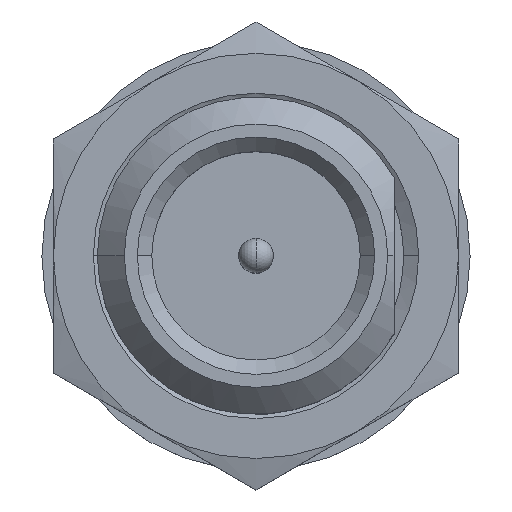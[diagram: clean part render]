
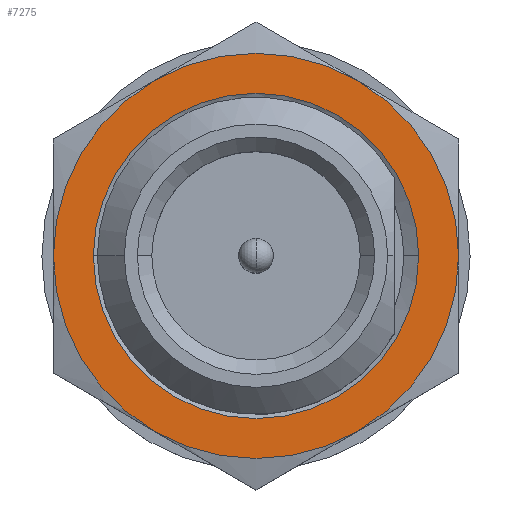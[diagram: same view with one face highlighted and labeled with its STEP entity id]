
A CAD part, top view. The second image highlights one B-rep face of the part: STEP entity #7275.
In plain terms, the highlighted planar face has unit normal (0, 0, 1).
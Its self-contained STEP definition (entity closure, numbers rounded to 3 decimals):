
#829 = FACE_BOUND ( 'NONE', #6563, .T. ) ;
#830 = FACE_OUTER_BOUND ( 'NONE', #6212, .T. ) ;
#1478 = EDGE_CURVE ( 'NONE', #6472, #6480, #2081, .T. ) ;
#1762 = EDGE_CURVE ( 'NONE', #6478, #6476, #2084, .T. ) ;
#1768 = CARTESIAN_POINT ( 'NONE',  ( 0., 0., -4.5 ) ) ;
#1769 = DIRECTION ( 'NONE',  ( 0., 0., 1. ) ) ;
#1770 = DIRECTION ( 'NONE',  ( 1., 0., 0. ) ) ;
#1785 = CARTESIAN_POINT ( 'NONE',  ( 0., 0., -4.5 ) ) ;
#1786 = DIRECTION ( 'NONE',  ( 0., 0., 1. ) ) ;
#1787 = DIRECTION ( 'NONE',  ( 1., 0., 0. ) ) ;
#1791 = EDGE_CURVE ( 'NONE', #6480, #6478, #2080, .T. ) ;
#2066 = EDGE_CURVE ( 'NONE', #6471, #6472, #2675, .T. ) ;
#2067 = EDGE_CURVE ( 'NONE', #6474, #6471, #2653, .T. ) ;
#2068 = EDGE_CURVE ( 'NONE', #6476, #6474, #2668, .T. ) ;
#2076 = AXIS2_PLACEMENT_3D ( 'NONE', #1785, #1786, #1787 ) ;
#2079 = AXIS2_PLACEMENT_3D ( 'NONE', #7707, #7708, #7709 ) ;
#2080 = CIRCLE ( 'NONE', #2079, 7. ) ;
#2081 = CIRCLE ( 'NONE', #2085, 7. ) ;
#2084 = CIRCLE ( 'NONE', #2076, 7. ) ;
#2085 = AXIS2_PLACEMENT_3D ( 'NONE', #1768, #1769, #1770 ) ;
#2173 = EDGE_CURVE ( 'NONE', #6391, #6390, #2706, .T. ) ;
#2395 = EDGE_CURVE ( 'NONE', #6390, #6391, #2861, .T. ) ;
#2653 = CIRCLE ( 'NONE', #2678, 7. ) ;
#2668 = CIRCLE ( 'NONE', #2680, 7. ) ;
#2675 = CIRCLE ( 'NONE', #2677, 7. ) ;
#2677 = AXIS2_PLACEMENT_3D ( 'NONE', #3136, #3137, #3138 ) ;
#2678 = AXIS2_PLACEMENT_3D ( 'NONE', #3139, #3140, #3141 ) ;
#2680 = AXIS2_PLACEMENT_3D ( 'NONE', #3142, #3143, #3144 ) ;
#2706 = CIRCLE ( 'NONE', #2708, 5.62 ) ;
#2708 = AXIS2_PLACEMENT_3D ( 'NONE', #3233, #3234, #3235 ) ;
#2861 = CIRCLE ( 'NONE', #2865, 5.62 ) ;
#2865 = AXIS2_PLACEMENT_3D ( 'NONE', #3671, #3672, #3673 ) ;
#3136 = CARTESIAN_POINT ( 'NONE',  ( 0., 0., -4.5 ) ) ;
#3137 = DIRECTION ( 'NONE',  ( 0., 0., 1. ) ) ;
#3138 = DIRECTION ( 'NONE',  ( 1., 0., 0. ) ) ;
#3139 = CARTESIAN_POINT ( 'NONE',  ( 0., 0., -4.5 ) ) ;
#3140 = DIRECTION ( 'NONE',  ( 0., 0., 1. ) ) ;
#3141 = DIRECTION ( 'NONE',  ( 1., 0., 0. ) ) ;
#3142 = CARTESIAN_POINT ( 'NONE',  ( 0., 0., -4.5 ) ) ;
#3143 = DIRECTION ( 'NONE',  ( 0., 0., 1. ) ) ;
#3144 = DIRECTION ( 'NONE',  ( 1., 0., 0. ) ) ;
#3233 = CARTESIAN_POINT ( 'NONE',  ( 0., 0., -4.5 ) ) ;
#3234 = DIRECTION ( 'NONE',  ( 0., 0., 1. ) ) ;
#3235 = DIRECTION ( 'NONE',  ( 1., 0., 0. ) ) ;
#3671 = CARTESIAN_POINT ( 'NONE',  ( 0., 0., -4.5 ) ) ;
#3672 = DIRECTION ( 'NONE',  ( 0., 0., 1. ) ) ;
#3673 = DIRECTION ( 'NONE',  ( 1., 0., 0. ) ) ;
#3980 = AXIS2_PLACEMENT_3D ( 'NONE', #4850, #4851, #4852 ) ;
#4448 = CARTESIAN_POINT ( 'NONE',  ( -5.62, 0., -4.5 ) ) ;
#4449 = CARTESIAN_POINT ( 'NONE',  ( 5.62, 0., -4.5 ) ) ;
#4529 = CARTESIAN_POINT ( 'NONE',  ( -3.5, -6.062, -4.5 ) ) ;
#4530 = CARTESIAN_POINT ( 'NONE',  ( 3.5, -6.062, -4.5 ) ) ;
#4532 = CARTESIAN_POINT ( 'NONE',  ( -7., 0., -4.5 ) ) ;
#4534 = CARTESIAN_POINT ( 'NONE',  ( -3.5, 6.062, -4.5 ) ) ;
#4536 = CARTESIAN_POINT ( 'NONE',  ( 3.5, 6.062, -4.5 ) ) ;
#4538 = CARTESIAN_POINT ( 'NONE',  ( 7., 0., -4.5 ) ) ;
#4849 = PLANE ( 'NONE',  #3980 ) ;
#4850 = CARTESIAN_POINT ( 'NONE',  ( 0., 5.62, -4.5 ) ) ;
#4851 = DIRECTION ( 'NONE',  ( 0., 0., -1. ) ) ;
#4852 = DIRECTION ( 'NONE',  ( -1., 0., 0. ) ) ;
#6212 = EDGE_LOOP ( 'NONE', ( #7108, #7109, #7110, #7103, #7111, #7112 ) ) ;
#6390 = VERTEX_POINT ( 'NONE', #4448 ) ;
#6391 = VERTEX_POINT ( 'NONE', #4449 ) ;
#6471 = VERTEX_POINT ( 'NONE', #4529 ) ;
#6472 = VERTEX_POINT ( 'NONE', #4530 ) ;
#6474 = VERTEX_POINT ( 'NONE', #4532 ) ;
#6476 = VERTEX_POINT ( 'NONE', #4534 ) ;
#6478 = VERTEX_POINT ( 'NONE', #4536 ) ;
#6480 = VERTEX_POINT ( 'NONE', #4538 ) ;
#6563 = EDGE_LOOP ( 'NONE', ( #7106, #7107 ) ) ;
#7103 = ORIENTED_EDGE ( 'NONE', *, *, #2067, .T. ) ;
#7106 = ORIENTED_EDGE ( 'NONE', *, *, #2173, .F. ) ;
#7107 = ORIENTED_EDGE ( 'NONE', *, *, #2395, .F. ) ;
#7108 = ORIENTED_EDGE ( 'NONE', *, *, #1791, .T. ) ;
#7109 = ORIENTED_EDGE ( 'NONE', *, *, #1762, .T. ) ;
#7110 = ORIENTED_EDGE ( 'NONE', *, *, #2068, .T. ) ;
#7111 = ORIENTED_EDGE ( 'NONE', *, *, #2066, .T. ) ;
#7112 = ORIENTED_EDGE ( 'NONE', *, *, #1478, .T. ) ;
#7275 = ADVANCED_FACE ( 'NONE', ( #829, #830 ), #4849, .F. ) ;
#7707 = CARTESIAN_POINT ( 'NONE',  ( 0., 0., -4.5 ) ) ;
#7708 = DIRECTION ( 'NONE',  ( 0., 0., 1. ) ) ;
#7709 = DIRECTION ( 'NONE',  ( 1., 0., 0. ) ) ;
